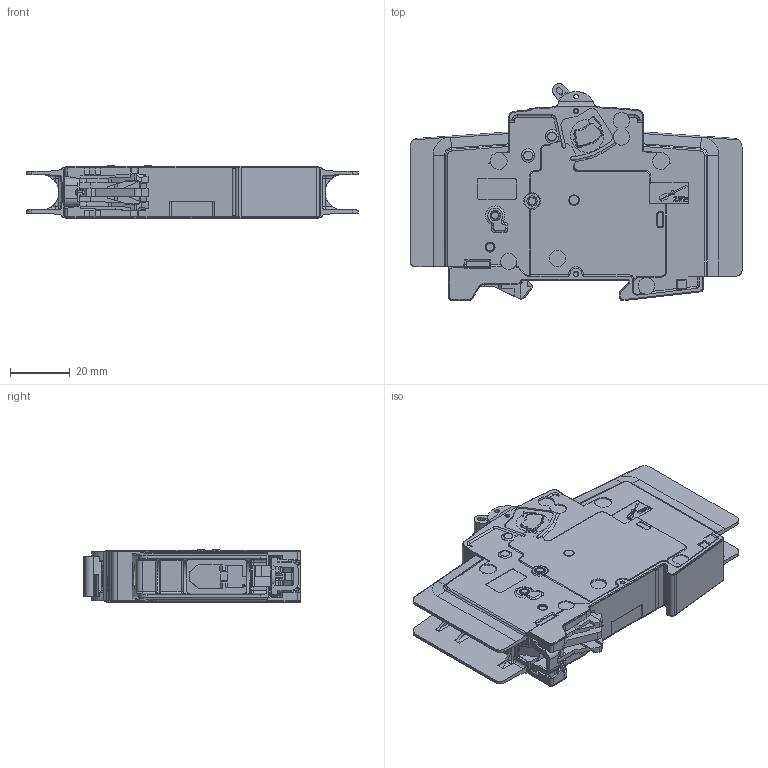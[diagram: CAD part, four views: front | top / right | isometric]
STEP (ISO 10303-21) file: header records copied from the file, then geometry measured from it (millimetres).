
FILE_DESCRIPTION((''),'2;1');
FILE_NAME('2CDS271637_SW0001','2013-09-09T',('DEX214786'),(''),'PRO/ENGINEER BY PARAMETRIC TECHNOLOGY CORPORATION, 2011310','PRO/ENGINEER BY PARAMETRIC TECHNOLOGY CORPORATION, 2011310','');
FILE_SCHEMA(('AUTOMOTIVE_DESIGN_CC2 { 1 2 10303 214 -1 1 5 2 }'));
Products named in the file (1): 2CDS271637_SW0001
Bounding box: 111 x 72.48 x 17.6 mm (x, y, z)
Volume: 80609 mm3; surface area: 25974.5 mm2
Topology: 1 solids, 1 shells, 2658 faces, 7278 edges, 4665 vertices
Faces by surface type: plane 1465, cylinder 751, bspline 184, torus 125, cone 99, sphere 31, extrusion 3
Entity records: 121136 total; most frequent: CARTESIAN_POINT 31556, ORIENTED_EDGE 14548, DIRECTION 12776, EDGE_CURVE 7274, VECTOR 4806, LINE 4803, VERTEX_POINT 4665, AXIS2_PLACEMENT_3D 3985
